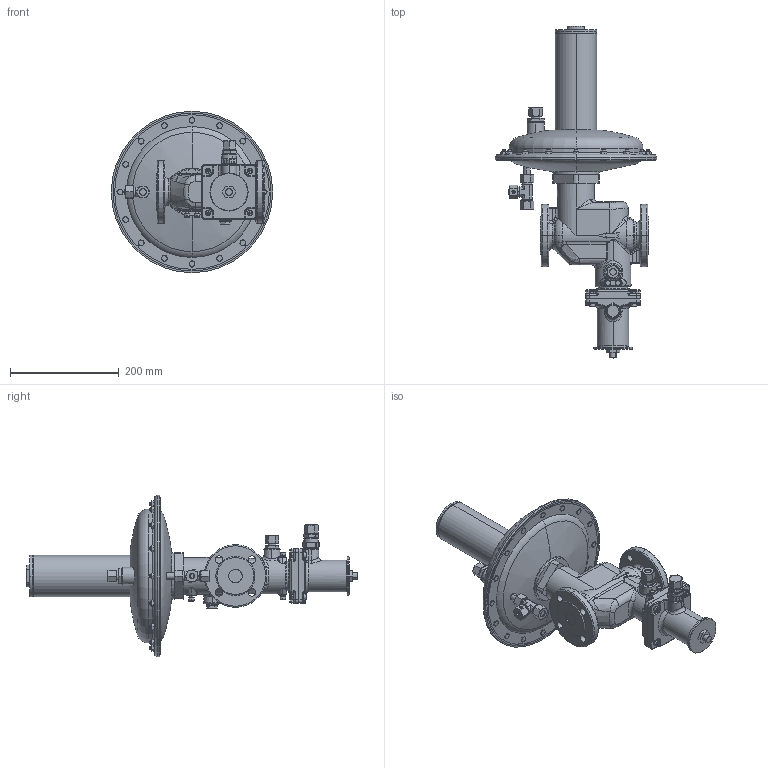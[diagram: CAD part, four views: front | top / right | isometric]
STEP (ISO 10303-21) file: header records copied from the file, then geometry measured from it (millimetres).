
FILE_DESCRIPTION (( 'STEP AP214' ), '1' );
FILE_NAME ('HON330_DN25_PN16_RE1.STEP', '2019-10-24T12:25:33', ( '' ), ( '' ), 'SwSTEP 2.0', 'SolidWorks 2017', '' );
FILE_SCHEMA (( 'AUTOMOTIVE_DESIGN' ));
Length unit declared in the file: millimetre
Products named in the file (1): HON330_DN25_PN16_RE1
Bounding box: 296.2 x 609.6 x 296.2 mm (x, y, z)
Volume: 6195297.1 mm3; surface area: 411478.3 mm2
Topology: 1 solids, 1 shells, 1652 faces, 3905 edges, 2340 vertices
Faces by surface type: plane 668, cone 369, cylinder 330, torus 174, bspline 88, sphere 23
Entity records: 62286 total; most frequent: CARTESIAN_POINT 25821, ORIENTED_EDGE 7716, DIRECTION 7437, EDGE_CURVE 3858, AXIS2_PLACEMENT_3D 2997, VERTEX_POINT 2340, EDGE_LOOP 1800, FACE_OUTER_BOUND 1652
